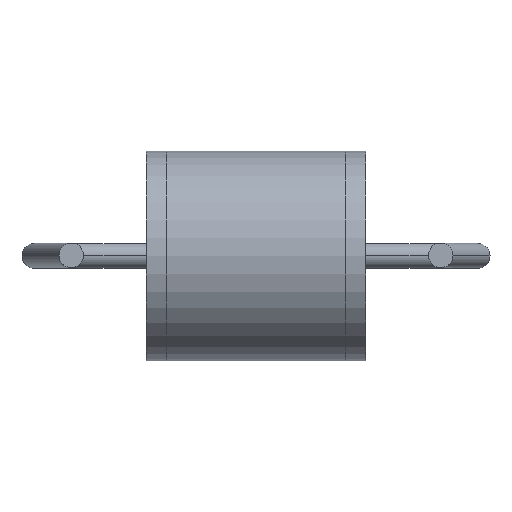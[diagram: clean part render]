
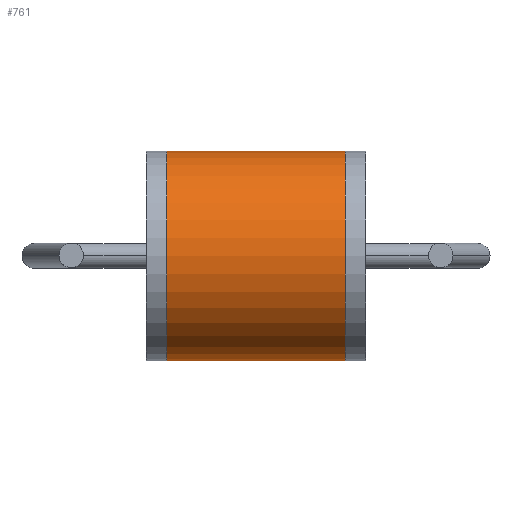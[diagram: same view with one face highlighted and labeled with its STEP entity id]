
A CAD part, top view. The second image highlights one B-rep face of the part: STEP entity #761.
In plain terms, the highlighted cylindrical face has radius 4.25 mm (diameter 8.5 mm), a partial arc.
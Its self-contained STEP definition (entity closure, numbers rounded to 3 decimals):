
#31=DIRECTION('',(1.,0.,0.));
#32=VECTOR('',#31,7.227);
#33=CARTESIAN_POINT('',(-3.613,-4.25,0.));
#34=LINE('',#33,#32);
#63=CARTESIAN_POINT('',(3.613,0.,0.));
#64=DIRECTION('',(1.,0.,0.));
#65=DIRECTION('',(0.,1.,0.));
#66=AXIS2_PLACEMENT_3D('',#63,#64,#65);
#68=CARTESIAN_POINT('',(-3.613,0.,0.));
#69=DIRECTION('',(-1.,0.,0.));
#70=DIRECTION('',(0.,-1.,0.));
#71=AXIS2_PLACEMENT_3D('',#68,#69,#70);
#73=DIRECTION('',(1.,0.,0.));
#74=VECTOR('',#73,7.227);
#75=CARTESIAN_POINT('',(-3.613,4.25,0.));
#76=LINE('',#75,#74);
#583=CARTESIAN_POINT('',(3.613,-4.25,0.));
#584=CARTESIAN_POINT('',(3.613,4.25,0.));
#585=VERTEX_POINT('',#583);
#586=VERTEX_POINT('',#584);
#595=CARTESIAN_POINT('',(-3.613,4.25,0.));
#596=CARTESIAN_POINT('',(-3.613,-4.25,0.));
#597=VERTEX_POINT('',#595);
#598=VERTEX_POINT('',#596);
#749=CARTESIAN_POINT('',(-4.45,0.,0.));
#750=DIRECTION('',(1.,0.,0.));
#751=DIRECTION('',(0.,-1.,0.));
#752=AXIS2_PLACEMENT_3D('',#749,#750,#751);
#753=CYLINDRICAL_SURFACE('',#752,4.25);
#754=ORIENTED_EDGE('',*,*,#738,.T.);
#755=ORIENTED_EDGE('',*,*,#696,.F.);
#757=ORIENTED_EDGE('',*,*,#756,.T.);
#758=ORIENTED_EDGE('',*,*,#692,.T.);
#759=EDGE_LOOP('',(#754,#755,#757,#758));
#760=FACE_OUTER_BOUND('',#759,.F.);
#761=ADVANCED_FACE('',(#760),#753,.T.);
#67=CIRCLE('',#66,4.25);
#72=CIRCLE('',#71,4.25);
#692=EDGE_CURVE('',#597,#586,#76,.T.);
#696=EDGE_CURVE('',#598,#585,#34,.T.);
#738=EDGE_CURVE('',#586,#585,#67,.T.);
#756=EDGE_CURVE('',#598,#597,#72,.T.);
